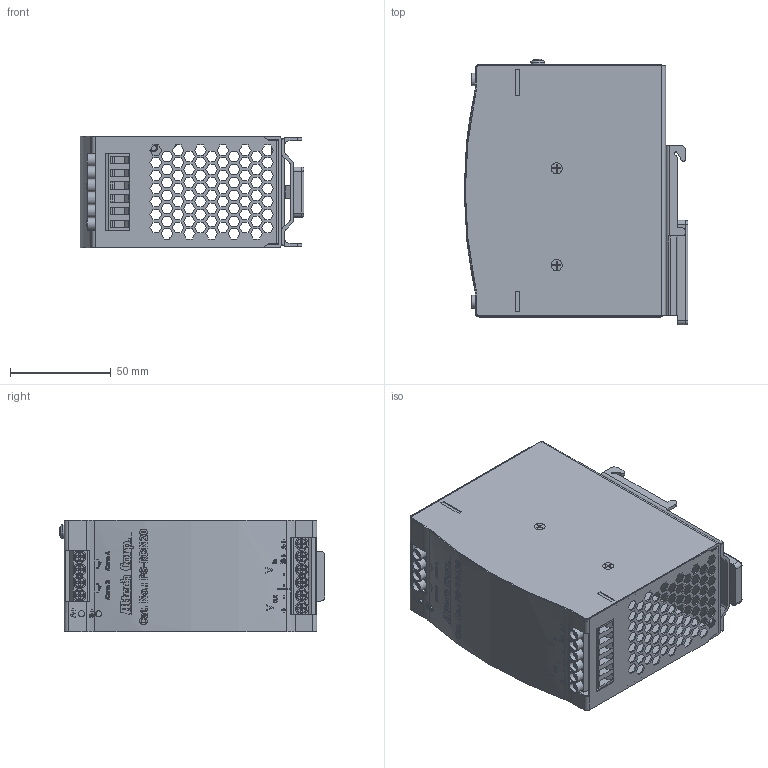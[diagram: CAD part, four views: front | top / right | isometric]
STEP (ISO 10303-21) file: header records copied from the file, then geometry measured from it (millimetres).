
FILE_DESCRIPTION((''),'2;1');
FILE_NAME('PSRDN20.stp','2007-07-24T11:08:10',('Philipp'),(''),'Autodesk Inventor 2008','Autodesk Inventor 2008','');
FILE_SCHEMA(('AUTOMOTIVE_DESIGN { 1 0 10303 214 1 1 1 1 }'));
Length unit declared in the file: millimetre
Products named in the file (11): PSRDN20; Sheetmetall_inside; Sheetmetall_outside; PCB; PC_board; terminalblock4; terminalblock6; railmount; Screw; GB 822-88  H M3 x 4; ISO 7045  Z M3.5 x 5 - 4.8 - Z
Assembly tree (29 placements, depth 3):
  PSRDN20
    Sheetmetall_inside
    Sheetmetall_outside
    PCB
      PC_board
      terminalblock4
      terminalblock6
    railmount
    Screw  x11
    GB 822-88  H M3 x 4  x10
    ISO 7045  Z M3.5 x 5 - 4.8 - Z
Bounding box: 110.9 x 131.65 x 55.5 mm (x, y, z)
Volume: 89750.4 mm3; surface area: 127632.2 mm2
Topology: 28 solids, 28 shells, 3106 faces, 8473 edges, 5550 vertices
Faces by surface type: plane 2180, cylinder 398, bspline 331, cone 128, torus 58, sphere 11
Full cylindrical faces by diameter (mm): 0.528 x4, 2.4 x1, 3 x11, 3.175 x1, 3.25 x11, 3.5 x1, 5 x10, 5.1 x8, 6.375 x3
Entity records: 86991 total; most frequent: CARTESIAN_POINT 22927, ORIENTED_EDGE 13966, DIRECTION 11529, EDGE_CURVE 6983, VECTOR 5233, LINE 5233, VERTEX_POINT 4655, AXIS2_PLACEMENT_3D 3148
